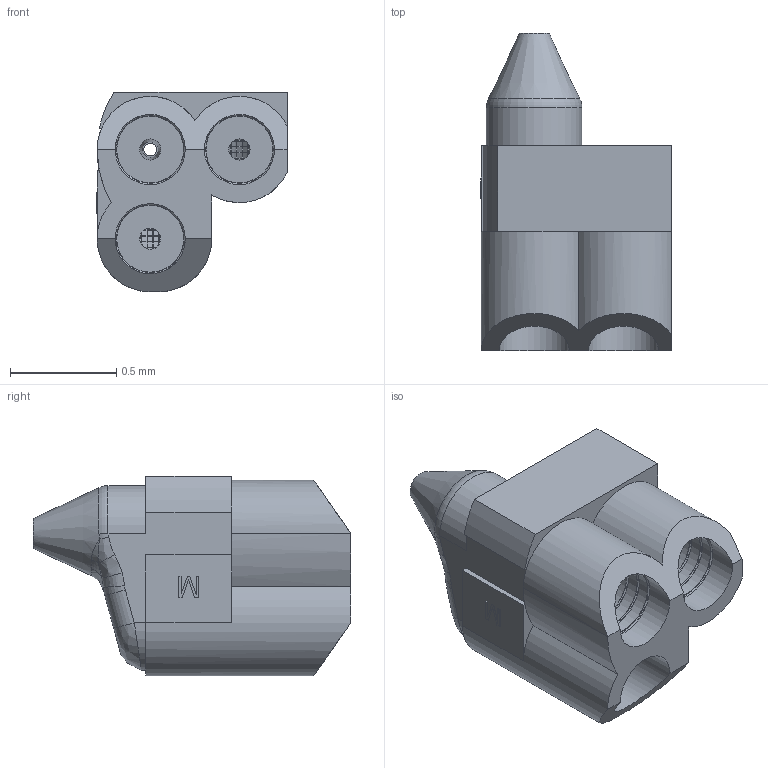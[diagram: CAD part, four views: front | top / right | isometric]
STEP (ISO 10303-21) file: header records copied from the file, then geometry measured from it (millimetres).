
FILE_DESCRIPTION(/* description */ (''),/* implementation_level */ '2;1');
FILE_NAME(/* name */ 'MVED_M-75-95-60-75-10-D10000000844806-D10000000844806_A001.stp',/* time_stamp */ '2023-08-25T10:15:36+02:00',/* author */ (''),/* organization */ (''),/* preprocessor_version */ 'ST-DEVELOPER v18.1',/* originating_system */ 'SIEMENS PLM Software NX 2000',/* authorisation */ '');
FILE_SCHEMA (('AUTOMOTIVE_DESIGN { 1 0 10303 214 3 1 1 1 }'));
Length unit declared in the file: millimetre
Products named in the file (1): MVED_M-75-95-60-75-10-D10000000844806-D10000000844806_A001
Bounding box: 0.9 x 1.5 x 0.94 mm (x, y, z)
Volume: 0.4 mm3; surface area: 9 mm2
Topology: 1 solids, 1 shells, 570 faces, 1754 edges, 1110 vertices
Faces by surface type: plane 363, bspline 73, cylinder 65, cone 46, torus 21, extrusion 2
Full cylindrical faces by diameter (mm): 0.06 x1, 0.075 x1, 0.1 x1, 0.115 x1, 0.18 x1, 0.22 x1, 0.33 x15, 0.35 x1
Entity records: 21394 total; most frequent: CARTESIAN_POINT 6485, ORIENTED_EDGE 3330, DIRECTION 2707, EDGE_CURVE 1665, VERTEX_POINT 1090, VECTOR 999, LINE 997, AXIS2_PLACEMENT_3D 854
